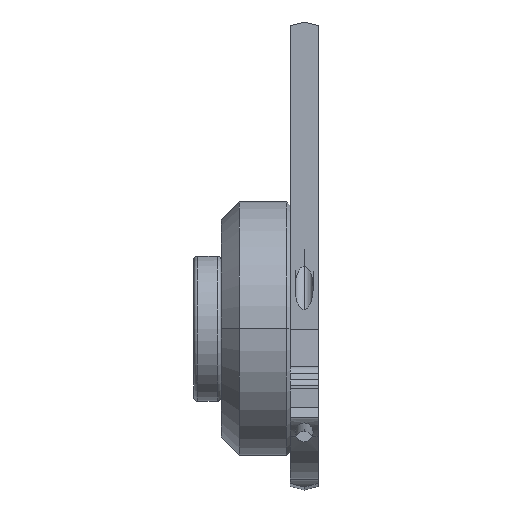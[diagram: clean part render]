
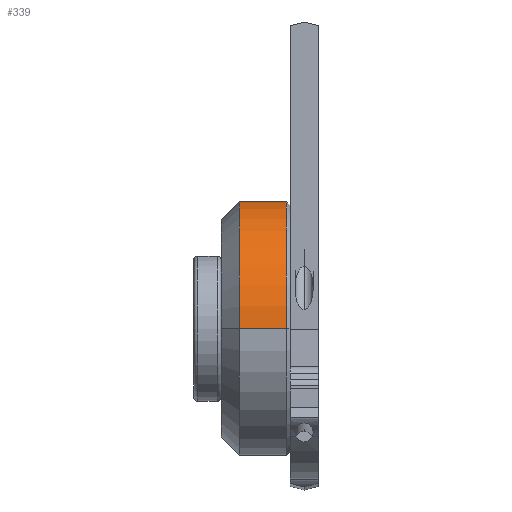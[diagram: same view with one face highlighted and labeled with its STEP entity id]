
A CAD part, top view. The second image highlights one B-rep face of the part: STEP entity #339.
In plain terms, the highlighted cylindrical face has radius 7 mm (diameter 14 mm), a partial arc.
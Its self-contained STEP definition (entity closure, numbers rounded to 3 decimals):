
#140=CYLINDRICAL_SURFACE('',#2217,7.);
#241=CIRCLE('',#2214,7.);
#242=CIRCLE('',#2216,7.);
#339=ADVANCED_FACE('',(#477),#140,.T.);
#477=FACE_OUTER_BOUND('',#583,.T.);
#583=EDGE_LOOP('',(#1127,#1128,#1129,#1130));
#1127=ORIENTED_EDGE('',*,*,#1626,.T.);
#1128=ORIENTED_EDGE('',*,*,#1625,.F.);
#1129=ORIENTED_EDGE('',*,*,#1627,.T.);
#1130=ORIENTED_EDGE('',*,*,#1628,.F.);
#1349=VERTEX_POINT('',#3837);
#1350=VERTEX_POINT('',#3839);
#1351=VERTEX_POINT('',#3845);
#1352=VERTEX_POINT('',#3847);
#1625=EDGE_CURVE('',#1350,#1349,#241,.T.);
#1626=EDGE_CURVE('',#1351,#1349,#1779,.T.);
#1627=EDGE_CURVE('',#1350,#1352,#1780,.T.);
#1628=EDGE_CURVE('',#1351,#1352,#242,.T.);
#1779=LINE('',#3844,#1925);
#1780=LINE('',#3846,#1926);
#1925=VECTOR('',#2790,1.);
#1926=VECTOR('',#2791,1.);
#2214=AXIS2_PLACEMENT_3D('',#3842,#2786,#2787);
#2216=AXIS2_PLACEMENT_3D('',#3848,#2792,#2793);
#2217=AXIS2_PLACEMENT_3D('',#3849,#2794,#2795);
#2786=DIRECTION('',(1.,0.,0.));
#2787=DIRECTION('',(0.,0.,-1.));
#2790=DIRECTION('',(1.,0.,0.));
#2791=DIRECTION('',(-1.,0.,0.));
#2792=DIRECTION('',(-1.,0.,0.));
#2793=DIRECTION('',(0.,0.,1.));
#2794=DIRECTION('',(1.,0.,0.));
#2795=DIRECTION('',(0.,0.,1.));
#3837=CARTESIAN_POINT('',(-1.75,9.002,-51.664));
#3839=CARTESIAN_POINT('',(-1.75,9.002,-65.664));
#3842=CARTESIAN_POINT('',(-1.75,9.002,-58.664));
#3844=CARTESIAN_POINT('',(-4.35,9.002,-51.664));
#3845=CARTESIAN_POINT('',(-4.35,9.002,-51.664));
#3846=CARTESIAN_POINT('',(-1.75,9.002,-65.664));
#3847=CARTESIAN_POINT('',(-4.35,9.002,-65.664));
#3848=CARTESIAN_POINT('',(-4.35,9.002,-58.664));
#3849=CARTESIAN_POINT('',(-4.402,9.002,-58.664));
